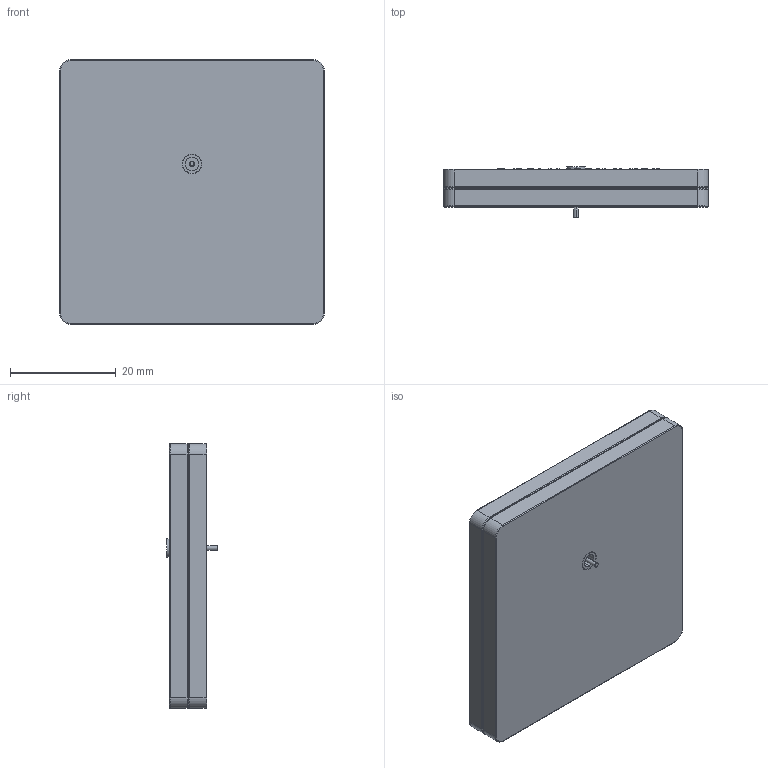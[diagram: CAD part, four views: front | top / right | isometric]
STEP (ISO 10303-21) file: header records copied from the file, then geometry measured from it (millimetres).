
FILE_DESCRIPTION (( 'STEP AP214' ), '1' );
FILE_NAME ('GGSFTP.50.7.A.08.STEP', '2018-10-26T08:44:38', ( '' ), ( '' ), 'SwSTEP 2.0', 'SolidWorks 2017', '' );
FILE_SCHEMA (( 'AUTOMOTIVE_DESIGN' ));
Length unit declared in the file: millimetre
Products named in the file (4): Double Sided Adhesive (Patch-1); Patch-2(50x50x3.5mm)_001518H120000A; GGSFTP.50.7.A.08; Patch-1(50x50x3.5mm)_001518H110000A
Assembly tree (3 placements, depth 2):
  GGSFTP.50.7.A.08
    Patch-1(50x50x3.5mm)_001518H110000A
    Patch-2(50x50x3.5mm)_001518H120000A
    Double Sided Adhesive (Patch-1)
Bounding box: 50 x 9.58 x 50 mm (x, y, z)
Volume: 17798.3 mm3; surface area: 16311.5 mm2
Topology: 3 solids, 3 shells, 524 faces, 1283 edges, 842 vertices
Faces by surface type: bspline 228, plane 226, cylinder 44, torus 26
Entity records: 26694 total; most frequent: CARTESIAN_POINT 10959, ORIENTED_EDGE 2566, DIRECTION 1557, EDGE_CURVE 1283, VERTEX_POINT 842, VECTOR 701, LINE 701, EDGE_LOOP 605
